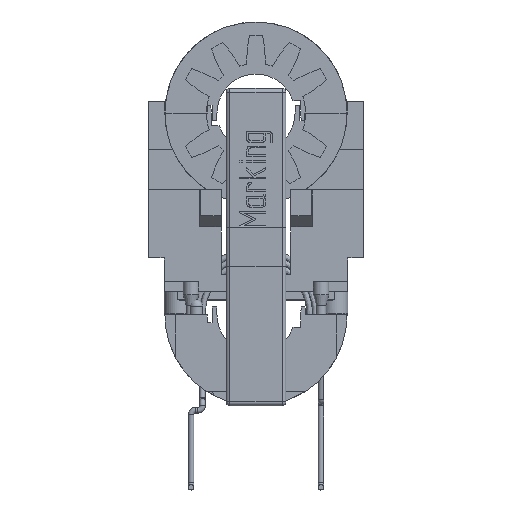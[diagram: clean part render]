
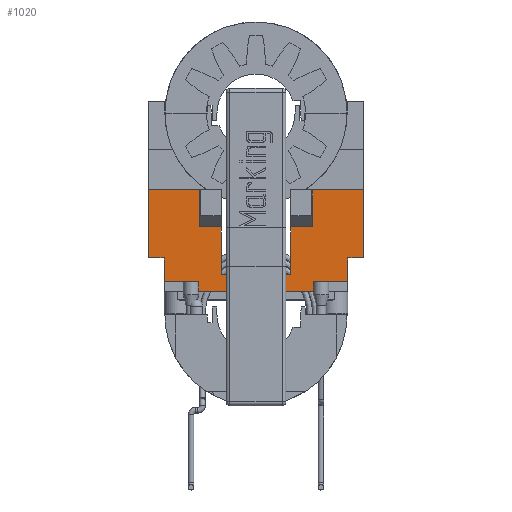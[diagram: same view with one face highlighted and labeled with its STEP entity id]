
A CAD part, left-side view. The second image highlights one B-rep face of the part: STEP entity #1020.
In plain terms, the highlighted planar face has unit normal (-1, 0, 0).
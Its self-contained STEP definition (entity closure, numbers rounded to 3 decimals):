
#1020 = ADVANCED_FACE( '', ( #2492 ), #2493, .T. );
#2492 = FACE_OUTER_BOUND( '', #5095, .T. );
#2493 = PLANE( '', #5096 );
#5095 = EDGE_LOOP( '', ( #9811, #9812, #9813, #9814, #9815, #9816, #9817, #9818, #9819, #9820, #9821, #9822, #9823, #9824, #9825, #9826, #9827, #9828, #9829, #9830, #9831 ) );
#5096 = AXIS2_PLACEMENT_3D( '', #9832, #9833, #9834 );
#9811 = ORIENTED_EDGE( '', *, *, #14573, .F. );
#9812 = ORIENTED_EDGE( '', *, *, #14574, .F. );
#9813 = ORIENTED_EDGE( '', *, *, #14575, .F. );
#9814 = ORIENTED_EDGE( '', *, *, #14576, .T. );
#9815 = ORIENTED_EDGE( '', *, *, #14577, .F. );
#9816 = ORIENTED_EDGE( '', *, *, #14578, .T. );
#9817 = ORIENTED_EDGE( '', *, *, #14579, .T. );
#9818 = ORIENTED_EDGE( '', *, *, #14580, .T. );
#9819 = ORIENTED_EDGE( '', *, *, #14581, .F. );
#9820 = ORIENTED_EDGE( '', *, *, #14194, .T. );
#9821 = ORIENTED_EDGE( '', *, *, #14582, .F. );
#9822 = ORIENTED_EDGE( '', *, *, #14583, .F. );
#9823 = ORIENTED_EDGE( '', *, *, #14110, .T. );
#9824 = ORIENTED_EDGE( '', *, *, #14584, .F. );
#9825 = ORIENTED_EDGE( '', *, *, #14585, .T. );
#9826 = ORIENTED_EDGE( '', *, *, #14586, .F. );
#9827 = ORIENTED_EDGE( '', *, *, #14587, .F. );
#9828 = ORIENTED_EDGE( '', *, *, #14588, .T. );
#9829 = ORIENTED_EDGE( '', *, *, #13893, .T. );
#9830 = ORIENTED_EDGE( '', *, *, #14589, .F. );
#9831 = ORIENTED_EDGE( '', *, *, #13879, .T. );
#9832 = CARTESIAN_POINT( '', ( -9.11, -32.395, 0. ) );
#9833 = DIRECTION( '', ( -1., 0., 0. ) );
#9834 = DIRECTION( '', ( 0., 0., 1. ) );
#13879 = EDGE_CURVE( '', #15965, #15962, #15966, .T. );
#13893 = EDGE_CURVE( '', #15991, #15989, #15992, .T. );
#14110 = EDGE_CURVE( '', #16373, #16371, #16374, .T. );
#14194 = EDGE_CURVE( '', #16511, #16517, #16519, .T. );
#14573 = EDGE_CURVE( '', #17140, #15962, #17141, .T. );
#14574 = EDGE_CURVE( '', #17142, #17140, #17143, .T. );
#14575 = EDGE_CURVE( '', #17144, #17142, #17145, .T. );
#14576 = EDGE_CURVE( '', #17144, #17146, #17147, .T. );
#14577 = EDGE_CURVE( '', #17148, #17146, #17149, .T. );
#14578 = EDGE_CURVE( '', #17148, #17150, #17151, .T. );
#14579 = EDGE_CURVE( '', #17150, #17152, #17153, .T. );
#14580 = EDGE_CURVE( '', #17152, #17154, #17155, .T. );
#14581 = EDGE_CURVE( '', #16511, #17154, #17156, .T. );
#14582 = EDGE_CURVE( '', #17157, #16517, #17158, .T. );
#14583 = EDGE_CURVE( '', #16373, #17157, #17159, .T. );
#14584 = EDGE_CURVE( '', #17160, #16371, #17161, .T. );
#14585 = EDGE_CURVE( '', #17160, #17162, #17163, .T. );
#14586 = EDGE_CURVE( '', #17164, #17162, #17165, .T. );
#14587 = EDGE_CURVE( '', #17166, #17164, #17167, .T. );
#14588 = EDGE_CURVE( '', #17166, #15991, #17168, .T. );
#14589 = EDGE_CURVE( '', #15965, #15989, #17169, .T. );
#15962 = VERTEX_POINT( '', #19006 );
#15965 = VERTEX_POINT( '', #19010 );
#15966 = LINE( '', #19011, #19012 );
#15989 = VERTEX_POINT( '', #19042 );
#15991 = VERTEX_POINT( '', #19045 );
#15992 = LINE( '', #19046, #19047 );
#16371 = VERTEX_POINT( '', #19556 );
#16373 = VERTEX_POINT( '', #19559 );
#16374 = LINE( '', #19560, #19561 );
#16511 = VERTEX_POINT( '', #19766 );
#16517 = VERTEX_POINT( '', #19774 );
#16519 = LINE( '', #19777, #19778 );
#17140 = VERTEX_POINT( '', #20749 );
#17141 = LINE( '', #20750, #20751 );
#17142 = VERTEX_POINT( '', #20752 );
#17143 = LINE( '', #20753, #20754 );
#17144 = VERTEX_POINT( '', #20755 );
#17145 = LINE( '', #20756, #20757 );
#17146 = VERTEX_POINT( '', #20758 );
#17147 = LINE( '', #20759, #20760 );
#17148 = VERTEX_POINT( '', #20761 );
#17149 = LINE( '', #20762, #20763 );
#17150 = VERTEX_POINT( '', #20764 );
#17151 = LINE( '', #20765, #20766 );
#17152 = VERTEX_POINT( '', #20767 );
#17153 = LINE( '', #20768, #20769 );
#17154 = VERTEX_POINT( '', #20770 );
#17155 = LINE( '', #20771, #20772 );
#17156 = LINE( '', #20773, #20774 );
#17157 = VERTEX_POINT( '', #20775 );
#17158 = LINE( '', #20776, #20777 );
#17159 = LINE( '', #20778, #20779 );
#17160 = VERTEX_POINT( '', #20780 );
#17161 = LINE( '', #20781, #20782 );
#17162 = VERTEX_POINT( '', #20783 );
#17163 = LINE( '', #20784, #20785 );
#17164 = VERTEX_POINT( '', #20786 );
#17165 = LINE( '', #20787, #20788 );
#17166 = VERTEX_POINT( '', #20789 );
#17167 = LINE( '', #20790, #20791 );
#17168 = LINE( '', #20792, #20793 );
#17169 = LINE( '', #20794, #20795 );
#19006 = CARTESIAN_POINT( '', ( -9.11, 4.4, 1.82 ) );
#19010 = CARTESIAN_POINT( '', ( -9.11, 4.4, 2.53 ) );
#19011 = CARTESIAN_POINT( '', ( -9.11, 4.4, 2.53 ) );
#19012 = VECTOR( '', #23276, 1000. );
#19042 = CARTESIAN_POINT( '', ( -9.11, 7.055, 2.53 ) );
#19045 = CARTESIAN_POINT( '', ( -9.11, 7.055, 4.37 ) );
#19046 = CARTESIAN_POINT( '', ( -9.11, 7.055, 4.37 ) );
#19047 = VECTOR( '', #23294, 1000. );
#19556 = CARTESIAN_POINT( '', ( -9.11, 2.675, 6.75 ) );
#19559 = CARTESIAN_POINT( '', ( -9.11, 2.675, 3.1 ) );
#19560 = CARTESIAN_POINT( '', ( -9.11, 2.675, 3.1 ) );
#19561 = VECTOR( '', #23585, 1000. );
#19766 = CARTESIAN_POINT( '', ( -9.11, -4.35, 6.75 ) );
#19774 = CARTESIAN_POINT( '', ( -9.11, -2.675, 6.75 ) );
#19777 = CARTESIAN_POINT( '', ( -9.11, -32.395, 6.75 ) );
#19778 = VECTOR( '', #23685, 1000. );
#20749 = CARTESIAN_POINT( '', ( -9.11, 0., 1.82 ) );
#20750 = CARTESIAN_POINT( '', ( -9.11, -7.055, 1.82 ) );
#20751 = VECTOR( '', #24122, 1000. );
#20752 = CARTESIAN_POINT( '', ( -9.11, -4.4, 1.82 ) );
#20753 = CARTESIAN_POINT( '', ( -9.11, -7.055, 1.82 ) );
#20754 = VECTOR( '', #24123, 1000. );
#20755 = CARTESIAN_POINT( '', ( -9.11, -4.4, 2.53 ) );
#20756 = CARTESIAN_POINT( '', ( -9.11, -4.4, 2.53 ) );
#20757 = VECTOR( '', #24124, 1000. );
#20758 = CARTESIAN_POINT( '', ( -9.11, -7.055, 2.53 ) );
#20759 = CARTESIAN_POINT( '', ( -9.11, -4.4, 2.53 ) );
#20760 = VECTOR( '', #24125, 1000. );
#20761 = CARTESIAN_POINT( '', ( -9.11, -7.055, 4.37 ) );
#20762 = CARTESIAN_POINT( '', ( -9.11, -7.055, 4.37 ) );
#20763 = VECTOR( '', #24126, 1000. );
#20764 = CARTESIAN_POINT( '', ( -9.11, -8.27, 4.37 ) );
#20765 = CARTESIAN_POINT( '', ( -9.11, -32.395, 4.37 ) );
#20766 = VECTOR( '', #24127, 1000. );
#20767 = CARTESIAN_POINT( '', ( -9.11, -8.27, 9.6 ) );
#20768 = CARTESIAN_POINT( '', ( -9.11, -8.27, 15.5 ) );
#20769 = VECTOR( '', #24128, 1000. );
#20770 = CARTESIAN_POINT( '', ( -9.11, -4.35, 9.6 ) );
#20771 = CARTESIAN_POINT( '', ( -9.11, -8.27, 9.6 ) );
#20772 = VECTOR( '', #24129, 1000. );
#20773 = CARTESIAN_POINT( '', ( -9.11, -4.35, -21.849 ) );
#20774 = VECTOR( '', #24130, 1000. );
#20775 = CARTESIAN_POINT( '', ( -9.11, -2.675, 3.1 ) );
#20776 = CARTESIAN_POINT( '', ( -9.11, -2.675, 3.1 ) );
#20777 = VECTOR( '', #24131, 1000. );
#20778 = CARTESIAN_POINT( '', ( -9.11, -2.675, 3.1 ) );
#20779 = VECTOR( '', #24132, 1000. );
#20780 = CARTESIAN_POINT( '', ( -9.11, 4.35, 6.75 ) );
#20781 = CARTESIAN_POINT( '', ( -9.11, 32.395, 6.75 ) );
#20782 = VECTOR( '', #24133, 1000. );
#20783 = CARTESIAN_POINT( '', ( -9.11, 4.35, 9.6 ) );
#20784 = CARTESIAN_POINT( '', ( -9.11, 4.35, -21.849 ) );
#20785 = VECTOR( '', #24134, 1000. );
#20786 = CARTESIAN_POINT( '', ( -9.11, 8.27, 9.6 ) );
#20787 = CARTESIAN_POINT( '', ( -9.11, 8.27, 9.6 ) );
#20788 = VECTOR( '', #24135, 1000. );
#20789 = CARTESIAN_POINT( '', ( -9.11, 8.27, 4.37 ) );
#20790 = CARTESIAN_POINT( '', ( -9.11, 8.27, 15.5 ) );
#20791 = VECTOR( '', #24136, 1000. );
#20792 = CARTESIAN_POINT( '', ( -9.11, -32.395, 4.37 ) );
#20793 = VECTOR( '', #24137, 1000. );
#20794 = CARTESIAN_POINT( '', ( -9.11, 4.4, 2.53 ) );
#20795 = VECTOR( '', #24138, 1000. );
#23276 = DIRECTION( '', ( 0., 0., -1. ) );
#23294 = DIRECTION( '', ( 0., 0., -1. ) );
#23585 = DIRECTION( '', ( 0., 0., 1. ) );
#23685 = DIRECTION( '', ( 0., 1., 0. ) );
#24122 = DIRECTION( '', ( 0., 1., 0. ) );
#24123 = DIRECTION( '', ( 0., 1., 0. ) );
#24124 = DIRECTION( '', ( 0., 0., -1. ) );
#24125 = DIRECTION( '', ( 0., -1., 0. ) );
#24126 = DIRECTION( '', ( 0., 0., -1. ) );
#24127 = DIRECTION( '', ( 0., -1., 0. ) );
#24128 = DIRECTION( '', ( 0., 0., 1. ) );
#24129 = DIRECTION( '', ( 0., 1., 0. ) );
#24130 = DIRECTION( '', ( 0., 0., 1. ) );
#24131 = DIRECTION( '', ( 0., 0., 1. ) );
#24132 = DIRECTION( '', ( 0., -1., 0. ) );
#24133 = DIRECTION( '', ( 0., -1., 0. ) );
#24134 = DIRECTION( '', ( 0., 0., 1. ) );
#24135 = DIRECTION( '', ( 0., -1., 0. ) );
#24136 = DIRECTION( '', ( 0., 0., 1. ) );
#24137 = DIRECTION( '', ( 0., -1., 0. ) );
#24138 = DIRECTION( '', ( 0., 1., 0. ) );
